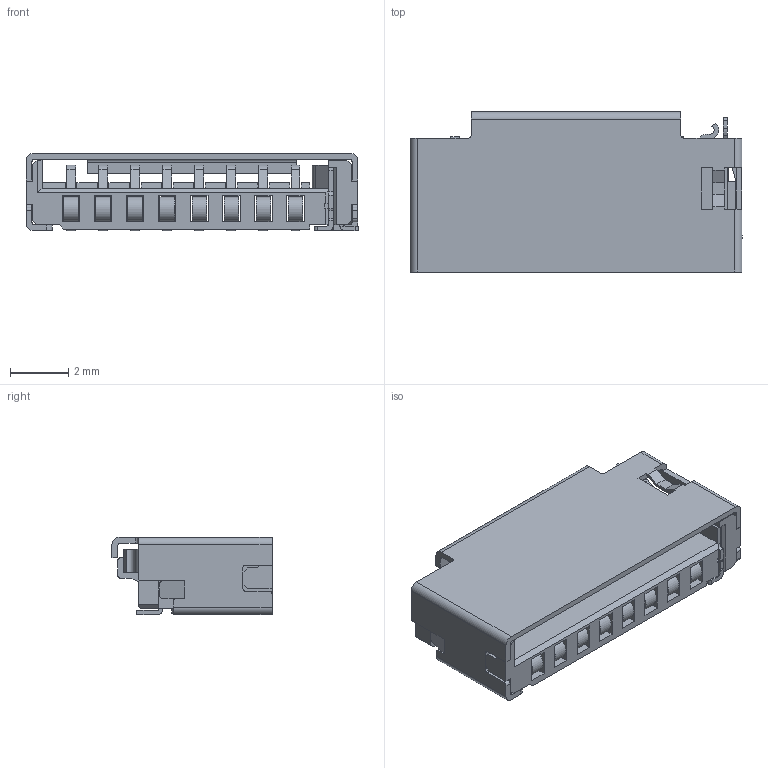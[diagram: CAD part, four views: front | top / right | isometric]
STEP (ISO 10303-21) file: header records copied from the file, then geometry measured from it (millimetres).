
FILE_DESCRIPTION(/* description */ (''),/* implementation_level */ '2;1');
FILE_NAME(/* name */ 'MOLEX_47309-2651.stp',/* time_stamp */ '2017-07-06T15:02:58+02:00',/* author */ ('jchouvet'),/* organization */ ('SolidWorks'),/* preprocessor_version */ 'ST-DEVELOPER v16.1',/* originating_system */ 'AutoCAD Mechanical',/* authorisation */ ' ');
FILE_SCHEMA (('AUTOMOTIVE_DESIGN { 1 0 10303 214 3 1 1 }'));
Length unit declared in the file: millimetre
Products named in the file (1): Product
Bounding box: 11.4 x 5.5 x 2.65 mm (x, y, z)
Volume: 63.4 mm3; surface area: 535.4 mm2
Topology: 13 solids, 13 shells, 871 faces, 2519 edges, 1663 vertices
Faces by surface type: plane 696, cylinder 175
Entity records: 28388 total; most frequent: CARTESIAN_POINT 5054, ORIENTED_EDGE 5038, DIRECTION 4616, EDGE_CURVE 2519, LINE 2166, VECTOR 2166, VERTEX_POINT 1663, AXIS2_PLACEMENT_3D 1225
